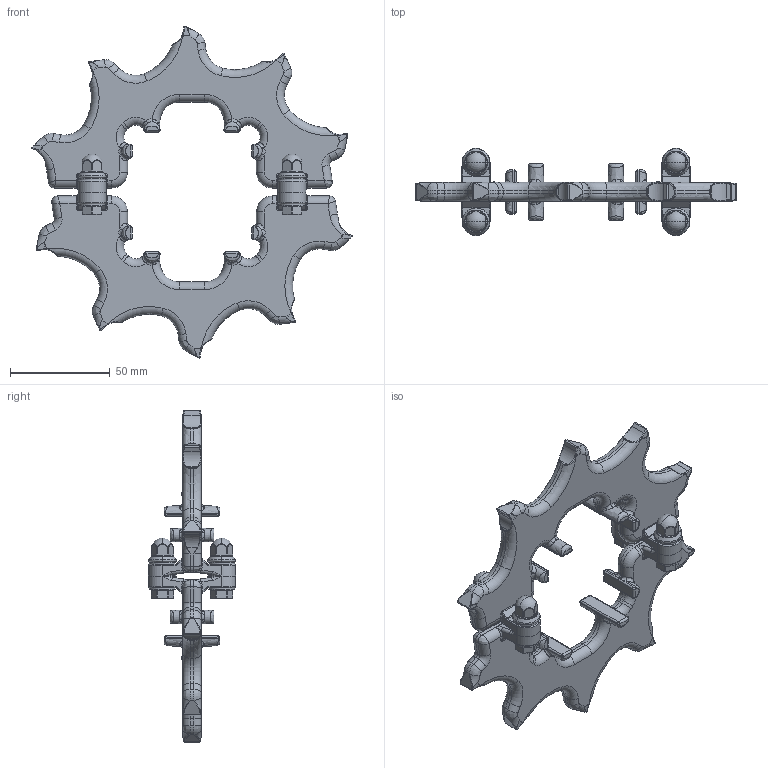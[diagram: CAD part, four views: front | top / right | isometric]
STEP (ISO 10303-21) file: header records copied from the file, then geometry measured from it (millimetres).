
FILE_DESCRIPTION((''),'2;1');
FILE_NAME('UNI_2P-HYG_MPB_Z10_T3_60_ASM','2019-02-12T08:38:26',('MTH'),(''),'CREO PARAMETRIC BY PTC INC, 2018420','CREO PARAMETRIC BY PTC INC, 2018420','');
FILE_SCHEMA(('AUTOMOTIVE_DESIGN { 1 0 10303 214 1 1 1 1 }'));
Products named in the file (5): T0499; WASHER; DIN931_M6_A4; DOME_ISO1587_M6; UNI_2P-HYG_MPB_Z10_T3_60_ASM
Assembly tree (18 placements, depth 2):
  UNI_2P-HYG_MPB_Z10_T3_60_ASM
    T0499  x2
    WASHER  x8
    DIN931_M6_A4  x4
    DOME_ISO1587_M6  x4
Bounding box: 160.21 x 43.6 x 166.11 mm (x, y, z)
Volume: 119942 mm3; surface area: 45748.4 mm2
Topology: 18 solids, 22 shells, 1942 faces, 4714 edges, 2824 vertices
Faces by surface type: bspline 736, cylinder 600, plane 262, torus 228, cone 60, sphere 56
Entity records: 58080 total; most frequent: CARTESIAN_POINT 33837, ORIENTED_EDGE 3758, DIRECTION 3369, EDGE_CURVE 1881, PRESENTATION_STYLE_ASSIGNMENT 1705, STYLED_ITEM 1705, CURVE_STYLE 1704, AXIS2_PLACEMENT_3D 1422
